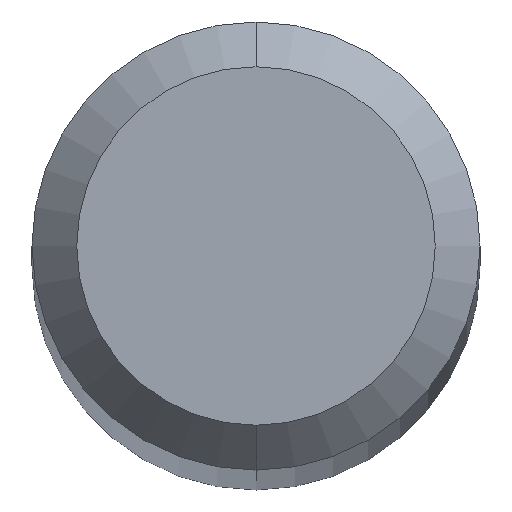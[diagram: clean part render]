
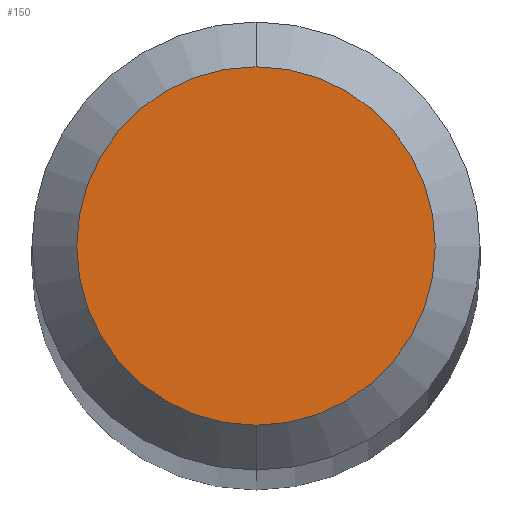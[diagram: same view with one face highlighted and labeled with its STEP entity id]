
A CAD part, top view. The second image highlights one B-rep face of the part: STEP entity #150.
In plain terms, the highlighted planar face has unit normal (0, 0, 1).
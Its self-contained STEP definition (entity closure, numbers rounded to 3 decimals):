
#9 = DIRECTION ( 'NONE',  ( 0., 1., 0. ) ) ;
#60 = CARTESIAN_POINT ( 'NONE',  ( 0., 0., 0. ) ) ;
#65 = DIRECTION ( 'NONE',  ( 0., 0., -1. ) ) ;
#77 = DIRECTION ( 'NONE',  ( 0., 0., 1. ) ) ;
#79 = ORIENTED_EDGE ( 'NONE', *, *, #185, .T. ) ;
#82 = CARTESIAN_POINT ( 'NONE',  ( 0., 0.997, 0. ) ) ;
#84 = CARTESIAN_POINT ( 'NONE',  ( 0., -0.798, 0. ) ) ;
#88 = AXIS2_PLACEMENT_3D ( 'NONE', #82, #65, #114 ) ;
#102 = ORIENTED_EDGE ( 'NONE', *, *, #108, .T. ) ;
#105 = VERTEX_POINT ( 'NONE', #174 ) ;
#108 = EDGE_CURVE ( 'NONE', #105, #166, #213, .T. ) ;
#110 = DIRECTION ( 'NONE',  ( 0., 1., 0. ) ) ;
#114 = DIRECTION ( 'NONE',  ( 0., 1., 0. ) ) ;
#115 = AXIS2_PLACEMENT_3D ( 'NONE', #60, #206, #9 ) ;
#135 = AXIS2_PLACEMENT_3D ( 'NONE', #173, #77, #110 ) ;
#141 = PLANE ( 'NONE',  #88 ) ;
#150 = ADVANCED_FACE ( 'NONE', ( #194 ), #141, .F. ) ;
#166 = VERTEX_POINT ( 'NONE', #84 ) ;
#169 = EDGE_LOOP ( 'NONE', ( #102, #79 ) ) ;
#173 = CARTESIAN_POINT ( 'NONE',  ( 0., 0., 0. ) ) ;
#174 = CARTESIAN_POINT ( 'NONE',  ( 0., 0.798, 0. ) ) ;
#185 = EDGE_CURVE ( 'NONE', #166, #105, #212, .T. ) ;
#194 = FACE_OUTER_BOUND ( 'NONE', #169, .T. ) ;
#206 = DIRECTION ( 'NONE',  ( 0., 0., 1. ) ) ;
#212 = CIRCLE ( 'NONE', #115, 0.798 ) ;
#213 = CIRCLE ( 'NONE', #135, 0.798 ) ;
